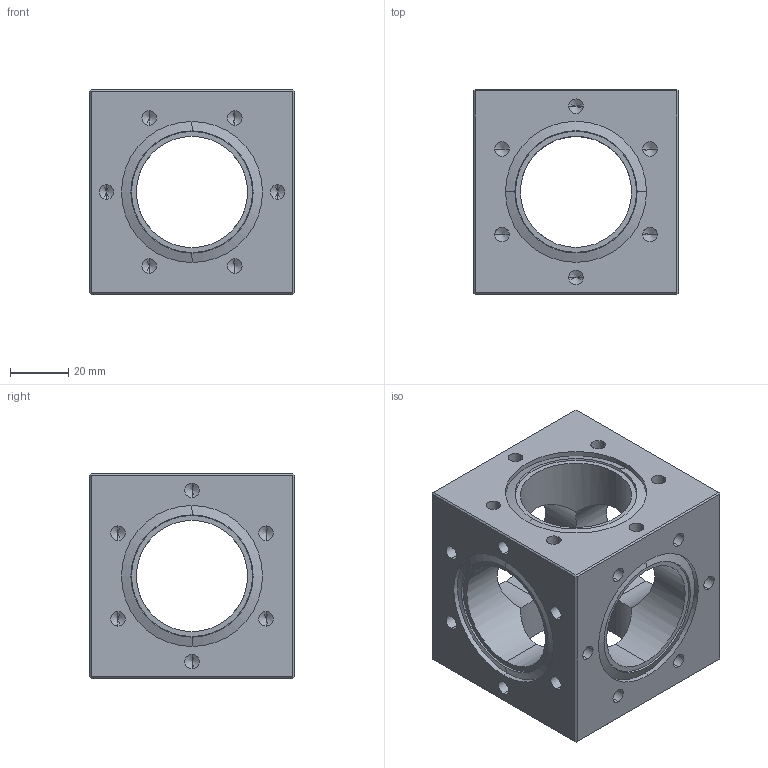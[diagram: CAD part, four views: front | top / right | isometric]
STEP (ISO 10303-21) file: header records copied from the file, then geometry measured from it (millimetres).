
FILE_DESCRIPTION (( 'STEP AP214' ), '1' );
FILE_NAME ('Hositrad_CU35-cube.STEP', '2010-03-22T10:18:36', ( 'Hositrad' ), ( 'Hositrad' ), 'SwSTEP 2.0', 'SolidWorks 2010', '' );
FILE_SCHEMA (( 'AUTOMOTIVE_DESIGN' ));
Length unit declared in the file: millimetre
Products named in the file (1): Hositrad_CU35-cube
Bounding box: 70.2 x 70.2 x 70.2 mm (x, y, z)
Volume: 168743.7 mm3; surface area: 44666.1 mm2
Topology: 1 solids, 1 shells, 224 faces, 536 edges, 280 vertices
Faces by surface type: cylinder 96, cone 96, plane 32
Entity records: 6734 total; most frequent: DIRECTION 1098, CARTESIAN_POINT 1029, ORIENTED_EDGE 928, EDGE_CURVE 464, AXIS2_PLACEMENT_3D 429, VERTEX_POINT 280, EDGE_LOOP 272, VECTOR 240
